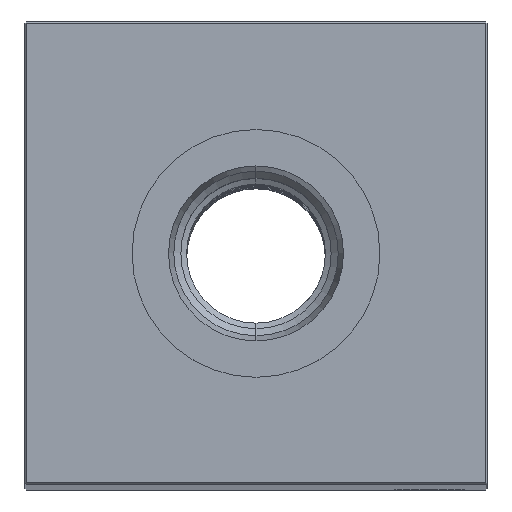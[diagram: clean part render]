
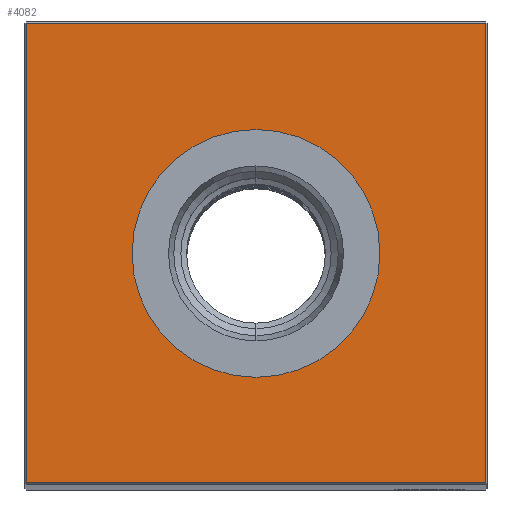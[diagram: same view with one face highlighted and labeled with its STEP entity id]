
A CAD part, top view. The second image highlights one B-rep face of the part: STEP entity #4082.
In plain terms, the highlighted planar face has unit normal (0, 0, 1).
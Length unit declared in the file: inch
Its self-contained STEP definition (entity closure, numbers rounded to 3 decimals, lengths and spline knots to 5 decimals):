
#1498 = CARTESIAN_POINT ( 'NONE',  ( 1.24, 0., 16. ) ) ;
#1600 = VECTOR ( 'NONE', #27778, 39.37008 ) ;
#2073 = CARTESIAN_POINT ( 'NONE',  ( -1.24, 0., 16. ) ) ;
#2769 = EDGE_CURVE ( 'NONE', #8325, #27864, #20448, .T. ) ;
#2846 = EDGE_CURVE ( 'NONE', #15066, #8325, #19105, .T. ) ;
#3700 = DIRECTION ( 'NONE',  ( -1., 0., 0. ) ) ;
#4082 = ADVANCED_FACE ( 'NONE', ( #21483, #23827 ), #5036, .F. ) ;
#4175 = AXIS2_PLACEMENT_3D ( 'NONE', #12396, #22105, #10175 ) ;
#5036 = PLANE ( 'NONE',  #4175 ) ;
#6681 = EDGE_CURVE ( 'NONE', #22779, #15066, #21624, .T. ) ;
#6982 = ORIENTED_EDGE ( 'NONE', *, *, #27782, .T. ) ;
#7216 = CARTESIAN_POINT ( 'NONE',  ( 1.24, -1.24, 16. ) ) ;
#7808 = CIRCLE ( 'NONE', #15805, 0.66929 ) ;
#8205 = CIRCLE ( 'NONE', #18207, 0.66929 ) ;
#8316 = DIRECTION ( 'NONE',  ( 0., 0., -1. ) ) ;
#8325 = VERTEX_POINT ( 'NONE', #7216 ) ;
#8615 = DIRECTION ( 'NONE',  ( -1., 0., 0. ) ) ;
#9915 = EDGE_CURVE ( 'NONE', #29297, #17448, #8205, .T. ) ;
#10175 = DIRECTION ( 'NONE',  ( -1., 0., 0. ) ) ;
#10596 = ORIENTED_EDGE ( 'NONE', *, *, #2769, .T. ) ;
#10802 = CARTESIAN_POINT ( 'NONE',  ( 0., 0.66929, 16. ) ) ;
#10921 = ORIENTED_EDGE ( 'NONE', *, *, #2846, .T. ) ;
#11309 = EDGE_CURVE ( 'NONE', #27864, #22779, #12859, .T. ) ;
#12058 = DIRECTION ( 'NONE',  ( 0., -1., 0. ) ) ;
#12396 = CARTESIAN_POINT ( 'NONE',  ( 0., 0., 16. ) ) ;
#12859 = LINE ( 'NONE', #30216, #22619 ) ;
#13253 = DIRECTION ( 'NONE',  ( 0., 0., -1. ) ) ;
#14715 = VECTOR ( 'NONE', #21176, 39.37008 ) ;
#15066 = VERTEX_POINT ( 'NONE', #28416 ) ;
#15805 = AXIS2_PLACEMENT_3D ( 'NONE', #18255, #13253, #3700 ) ;
#17448 = VERTEX_POINT ( 'NONE', #22616 ) ;
#18207 = AXIS2_PLACEMENT_3D ( 'NONE', #27570, #8316, #8615 ) ;
#18255 = CARTESIAN_POINT ( 'NONE',  ( 0., 0., 16. ) ) ;
#18745 = ORIENTED_EDGE ( 'NONE', *, *, #6681, .T. ) ;
#19105 = LINE ( 'NONE', #23669, #14715 ) ;
#19128 = EDGE_LOOP ( 'NONE', ( #20111, #6982 ) ) ;
#20050 = DIRECTION ( 'NONE',  ( -1., 0., 0. ) ) ;
#20111 = ORIENTED_EDGE ( 'NONE', *, *, #9915, .T. ) ;
#20448 = LINE ( 'NONE', #1498, #1600 ) ;
#20465 = CARTESIAN_POINT ( 'NONE',  ( 1.24, 1.24, 16. ) ) ;
#20572 = VECTOR ( 'NONE', #12058, 39.37008 ) ;
#21176 = DIRECTION ( 'NONE',  ( 1., 0., 0. ) ) ;
#21483 = FACE_OUTER_BOUND ( 'NONE', #24780, .T. ) ;
#21624 = LINE ( 'NONE', #2073, #20572 ) ;
#22105 = DIRECTION ( 'NONE',  ( 0., 0., -1. ) ) ;
#22616 = CARTESIAN_POINT ( 'NONE',  ( 0., -0.66929, 16. ) ) ;
#22619 = VECTOR ( 'NONE', #20050, 39.37008 ) ;
#22779 = VERTEX_POINT ( 'NONE', #29829 ) ;
#23669 = CARTESIAN_POINT ( 'NONE',  ( 0., -1.24, 16. ) ) ;
#23827 = FACE_BOUND ( 'NONE', #19128, .T. ) ;
#24071 = ORIENTED_EDGE ( 'NONE', *, *, #11309, .T. ) ;
#24780 = EDGE_LOOP ( 'NONE', ( #18745, #10921, #10596, #24071 ) ) ;
#27570 = CARTESIAN_POINT ( 'NONE',  ( 0., 0., 16. ) ) ;
#27778 = DIRECTION ( 'NONE',  ( 0., 1., 0. ) ) ;
#27782 = EDGE_CURVE ( 'NONE', #17448, #29297, #7808, .T. ) ;
#27864 = VERTEX_POINT ( 'NONE', #20465 ) ;
#28416 = CARTESIAN_POINT ( 'NONE',  ( -1.24, -1.24, 16. ) ) ;
#29297 = VERTEX_POINT ( 'NONE', #10802 ) ;
#29829 = CARTESIAN_POINT ( 'NONE',  ( -1.24, 1.24, 16. ) ) ;
#30216 = CARTESIAN_POINT ( 'NONE',  ( 0., 1.24, 16. ) ) ;
